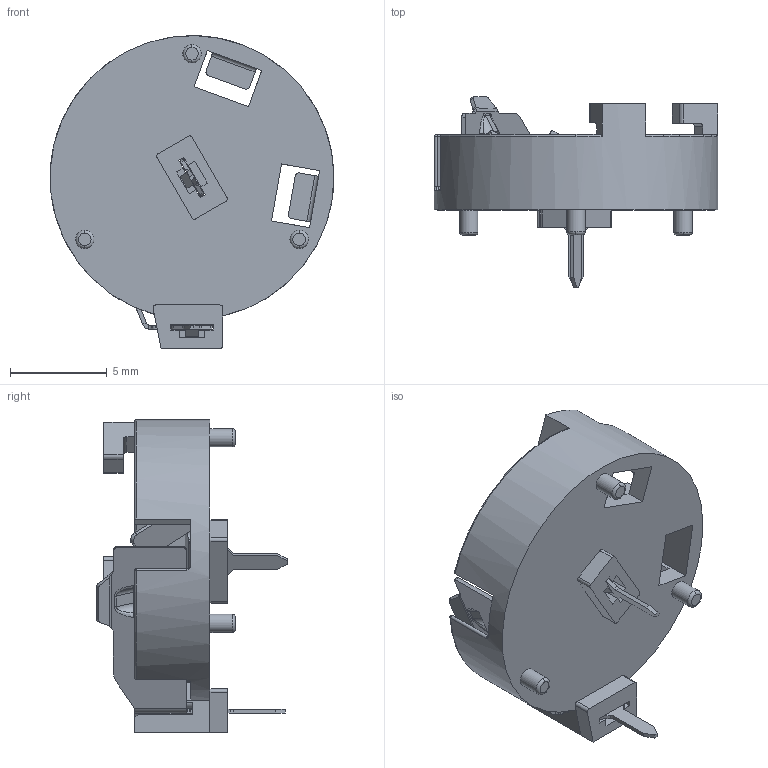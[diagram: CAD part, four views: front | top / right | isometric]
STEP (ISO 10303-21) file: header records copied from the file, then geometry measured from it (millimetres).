
FILE_DESCRIPTION(/* description */ ('STEP AP203'),/* implementation_level */ '2;1');
FILE_NAME(/* name */ 'bh-98-1.stp',/* time_stamp */ '2023-10-22T10:56:19-04:00',/* author */ ('madis'),/* organization */ (''),/* preprocessor_version */ 'ST-DEVELOPER v19.2',/* originating_system */ 'Autodesk Inventor 2024',/* authorisation */ '');
FILE_SCHEMA (('AUTOMOTIVE_DESIGN { 1 0 10303 214 3 1 1 }'));
Length unit declared in the file: millimetre
Products named in the file (1): BH-98-1
Bounding box: 14.7 x 9.88 x 16.2 mm (x, y, z)
Volume: 318.8 mm3; surface area: 935.5 mm2
Topology: 3 solids, 3 shells, 301 faces, 817 edges, 521 vertices
Faces by surface type: plane 192, cylinder 81, torus 18, bspline 8, sphere 2
Full cylindrical faces by diameter (mm): 0.95 x3
Entity records: 10630 total; most frequent: CARTESIAN_POINT 2598, ORIENTED_EDGE 1630, DIRECTION 1573, EDGE_CURVE 815, LINE 575, VECTOR 575, VERTEX_POINT 521, AXIS2_PLACEMENT_3D 499
